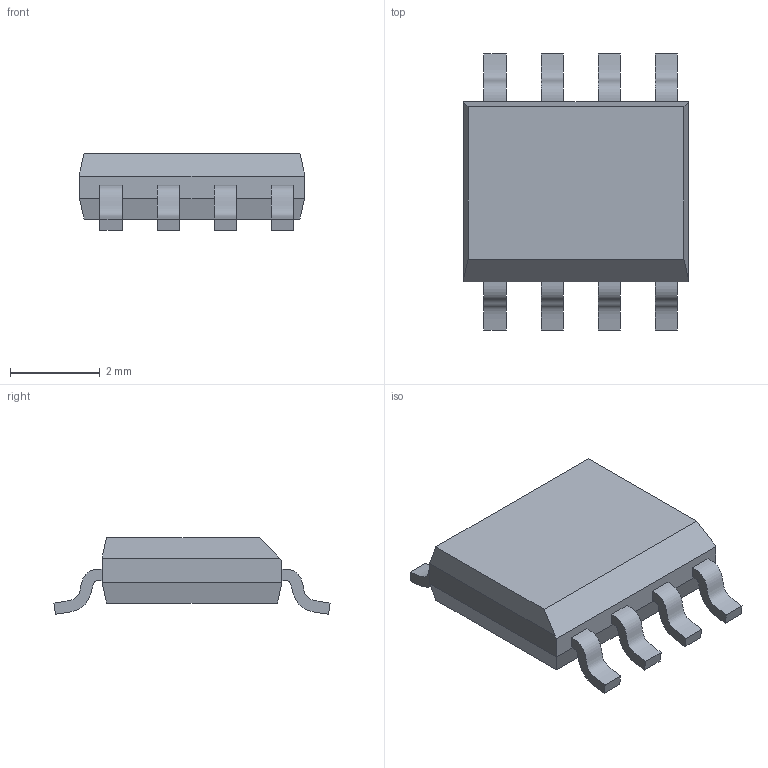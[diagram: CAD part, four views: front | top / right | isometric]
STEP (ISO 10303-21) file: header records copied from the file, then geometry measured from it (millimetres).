
FILE_DESCRIPTION (( 'STEP AP214' ), '1' );
FILE_NAME ('SO8 (SOT96-1).STEP', '2025-12-11T21:06:38', ( '' ), ( '' ), 'SwSTEP 2.0', 'SolidWorks 2024', '' );
FILE_SCHEMA (( 'AUTOMOTIVE_DESIGN' ));
Length unit declared in the file: millimetre
Products named in the file (1): SO8 (SOT96-1)
Bounding box: 5 x 6.13 x 1.7 mm (x, y, z)
Volume: 29.1 mm3; surface area: 80.6 mm2
Topology: 9 solids, 9 shells, 62 faces, 126 edges, 82 vertices
Faces by surface type: plane 46, bspline 16
Entity records: 2839 total; most frequent: CARTESIAN_POINT 863, ORIENTED_EDGE 252, DIRECTION 188, EDGE_CURVE 126, VECTOR 94, LINE 94, VERTEX_POINT 82, UNCERTAINTY_MEASURE_WITH_UNIT 72
